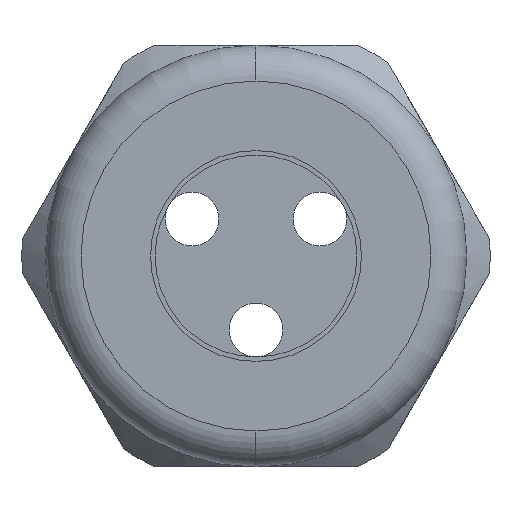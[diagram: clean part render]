
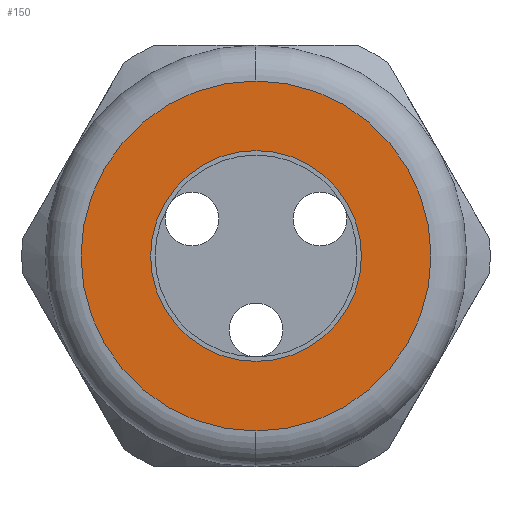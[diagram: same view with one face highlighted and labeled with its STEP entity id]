
A CAD part, left-side view. The second image highlights one B-rep face of the part: STEP entity #150.
In plain terms, the highlighted planar face has unit normal (-1, 0, 0).
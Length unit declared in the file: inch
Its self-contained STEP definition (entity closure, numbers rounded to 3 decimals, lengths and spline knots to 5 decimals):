
#130 = VERTEX_POINT ( 'NONE', #1349 ) ;
#135 = EDGE_CURVE ( 'NONE', #130, #141, #1336, .T. ) ;
#141 = VERTEX_POINT ( 'NONE', #1385 ) ;
#144 = ORIENTED_EDGE ( 'NONE', *, *, #135, .T. ) ;
#145 = EDGE_LOOP ( 'NONE', ( #169, #170 ) ) ;
#146 = EDGE_LOOP ( 'NONE', ( #144, #171 ) ) ;
#150 = ADVANCED_FACE ( 'NONE', ( #1384, #1383 ), #1382, .T. ) ;
#168 = EDGE_CURVE ( 'NONE', #257, #263, #1410, .T. ) ;
#169 = ORIENTED_EDGE ( 'NONE', *, *, #168, .T. ) ;
#170 = ORIENTED_EDGE ( 'NONE', *, *, #262, .T. ) ;
#171 = ORIENTED_EDGE ( 'NONE', *, *, #173, .T. ) ;
#173 = EDGE_CURVE ( 'NONE', #141, #130, #1406, .T. ) ;
#257 = VERTEX_POINT ( 'NONE', #1569 ) ;
#262 = EDGE_CURVE ( 'NONE', #263, #257, #1560, .T. ) ;
#263 = VERTEX_POINT ( 'NONE', #1555 ) ;
#1333 = DIRECTION ( 'NONE',  ( 0., 0., 1. ) ) ;
#1334 = DIRECTION ( 'NONE',  ( -1., 0., 0. ) ) ;
#1335 = AXIS2_PLACEMENT_3D ( 'NONE', #1341, #1334, #1333 ) ;
#1336 = CIRCLE ( 'NONE', #1335, 0.39 ) ;
#1341 = CARTESIAN_POINT ( 'NONE',  ( -1.25, 0., 0. ) ) ;
#1349 = CARTESIAN_POINT ( 'NONE',  ( -1.25, 0., 0.39 ) ) ;
#1377 = DIRECTION ( 'NONE',  ( 0., 0., 1. ) ) ;
#1378 = DIRECTION ( 'NONE',  ( -1., 0., 0. ) ) ;
#1379 = CARTESIAN_POINT ( 'NONE',  ( -1.25, 0.47, 0. ) ) ;
#1380 = AXIS2_PLACEMENT_3D ( 'NONE', #1379, #1378, #1377 ) ;
#1382 = PLANE ( 'NONE',  #1380 ) ;
#1383 = FACE_BOUND ( 'NONE', #145, .T. ) ;
#1384 = FACE_OUTER_BOUND ( 'NONE', #146, .T. ) ;
#1385 = CARTESIAN_POINT ( 'NONE',  ( -1.25, 0., -0.39 ) ) ;
#1402 = DIRECTION ( 'NONE',  ( 0., 0., 1. ) ) ;
#1403 = DIRECTION ( 'NONE',  ( -1., 0., 0. ) ) ;
#1404 = CARTESIAN_POINT ( 'NONE',  ( -1.25, 0., 0. ) ) ;
#1405 = AXIS2_PLACEMENT_3D ( 'NONE', #1404, #1403, #1402 ) ;
#1406 = CIRCLE ( 'NONE', #1405, 0.39 ) ;
#1407 = DIRECTION ( 'NONE',  ( 0., 0., -1. ) ) ;
#1408 = DIRECTION ( 'NONE',  ( 1., 0., 0. ) ) ;
#1409 = AXIS2_PLACEMENT_3D ( 'NONE', #1415, #1408, #1407 ) ;
#1410 = CIRCLE ( 'NONE', #1409, 0.235 ) ;
#1415 = CARTESIAN_POINT ( 'NONE',  ( -1.25, 0., 0. ) ) ;
#1555 = CARTESIAN_POINT ( 'NONE',  ( -1.25, 0., 0.235 ) ) ;
#1556 = DIRECTION ( 'NONE',  ( 0., 0., -1. ) ) ;
#1557 = DIRECTION ( 'NONE',  ( 1., 0., 0. ) ) ;
#1558 = CARTESIAN_POINT ( 'NONE',  ( -1.25, 0., 0. ) ) ;
#1559 = AXIS2_PLACEMENT_3D ( 'NONE', #1558, #1557, #1556 ) ;
#1560 = CIRCLE ( 'NONE', #1559, 0.235 ) ;
#1569 = CARTESIAN_POINT ( 'NONE',  ( -1.25, 0., -0.235 ) ) ;
